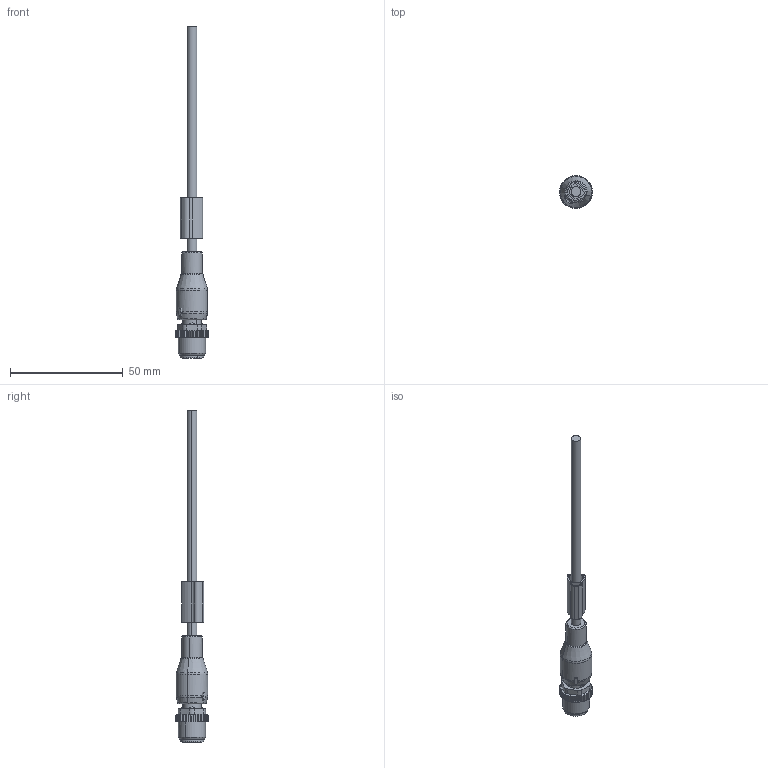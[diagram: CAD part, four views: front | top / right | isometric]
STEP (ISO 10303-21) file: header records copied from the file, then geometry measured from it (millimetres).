
FILE_DESCRIPTION(('CATIA V5 STEP Exchange','CAx-IF Rec.Pracs.--- Model Styling and Organization---1.4--- 2014-01-23'),'2;1');
FILE_NAME ('1408246-2_0', '2022-02-14T11:48:40+00:00', ('none'), ('Weidmueller'), 'CATIA Version 5-6 Release 2016 SP3 HF44', 'CATIA V5 STEP AP214', 'none');
FILE_SCHEMA(('AUTOMOTIVE_DESIGN { 1 0 10303 214 1 1 1 1 }'));
Length unit declared in the file: millimetre
Products named in the file (1): 1092980750
Bounding box: 14.52 x 14.6 x 147 mm (x, y, z)
Volume: 6757.7 mm3; surface area: 6735 mm2
Topology: 8 solids, 8 shells, 573 faces, 1467 edges, 918 vertices
Faces by surface type: plane 223, cylinder 173, cone 83, torus 78, sphere 16
Entity records: 18001 total; most frequent: CARTESIAN_POINT 5122, ORIENTED_EDGE 2890, DIRECTION 1979, EDGE_CURVE 1445, AXIS2_PLACEMENT_3D 927, VERTEX_POINT 918, EDGE_LOOP 621, VECTOR 596
